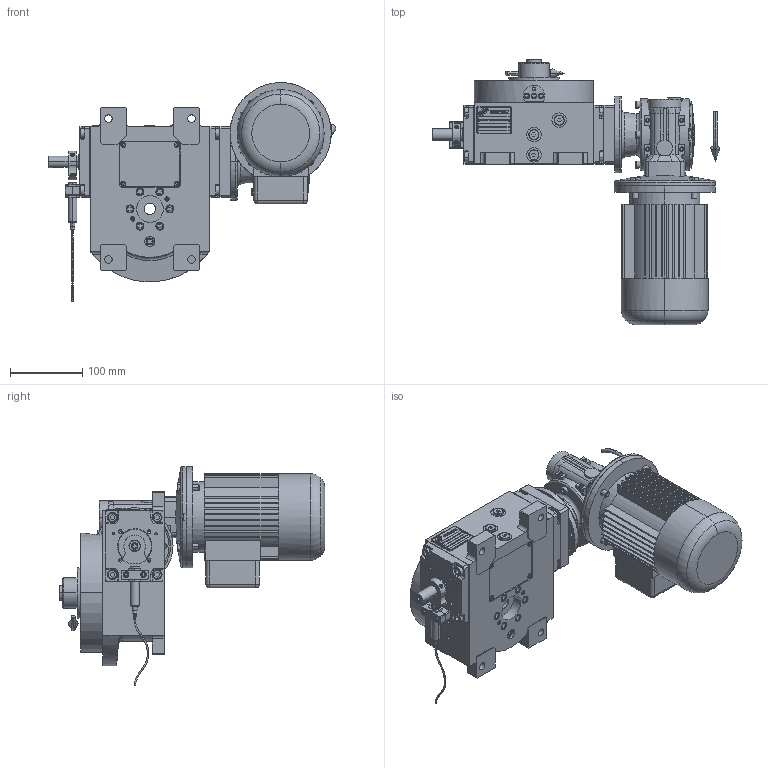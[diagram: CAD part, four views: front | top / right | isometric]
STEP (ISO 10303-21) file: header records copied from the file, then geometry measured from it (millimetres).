
FILE_DESCRIPTION (( 'STEP AP214' ), '1' );
FILE_NAME ('PC5200439.step', '2024-06-26T12:56:27', ( '' ), ( '' ), 'SwSTEP 2.0', 'SolidWorks 2020', '' );
FILE_SCHEMA (( 'AUTOMOTIVE_DESIGN' ));
Length unit declared in the file: millimetre
Products named in the file (83): cfn2000_01_129; rig04_007_master; PC5200439; freccia_angolare; cfn2128_04_011; AS_rig04_004_s_001; AS_rig04_071_10_m; cfn2476_01_001_48x38; rig04_004_s_001; cfn2155_01_055; cfn2000_01_151; cfn2104_01_016; cfn2115_02_068; AS_rig04_004; cfn2203_02_001; cfn2155_01_007; cfn2151_01_162; cfn2000_01_185; rig04_001_a_001; rig04_003_10; rig04_015; AS_rig04_004_s_002; cfn2223_01-390x6-b; AS_cfn2476_01_001_48x38; rig04_004_s_002; rig04_002_bl_011; AS_rig04_014; freccia_angolare_albero; cfn2128_05_006; AS_900_38_11_06_4; cfn2003_01_063; cfn2401_01_003; cfn2205_01_012; cfn2115_02_213; rig04_005; AS_rig04_015; cfn2010_01_006; cfn2070_05_001; cfn2155_01_186; TN63A4B5 ...
Assembly tree (83 placements, depth 3):
  rig04_007_master
  PC5200439
    rig04_001_a_001
    AS_cfn2476_01_001_48x38
      cfn2476_01_001_48x38
      cfn2107_01_001
      cfn2107_01_001
    AS_rig04_071_10_m
      rig04_005
      rig04_003_10
      cfn2155_01_007
      rig06_021
      cfn2010_02_002
      cfn2000_01_185
      cfn2000_01_185
      cfn2104_02_017
      cfn2000_01_147  x8
      cfn2104_01_016  x2
    AS_rig04_014
      rig04_014
      cfn2000_01_151
      cfn2000_01_151
      cfn2000_01_151
      cfn2000_01_151
      cfn2000_01_151
      cfn2000_01_151
      cfn2155_01_186
      cfn2104_01_002
      cfn2104_01_002
    AS_rig04_004_s_002
      rig04_004_s_002
      cfn2155_01_038
      cfn2070_05_001
      cfn2000_01_129
      cfn2000_01_129  x2
      cfn2000_01_129
    AS_rig04_004
      rig04_004
      cfn2155_01_055
      cfn2070_05_001
      cfn2000_01_129  x2
      cfn2000_01_129
      cfn2000_01_129
    AS_rig04_002_bl_011
      rig04_002_bl_011
      cfn2115_02_068
    AS_rig04_004_s_001
      rig04_004_s_001
      cfn2000_01_129
      cfn2000_01_129
      cfn2000_01_129  x2
    cfn2128_04_011
    cfn2128_04_011
    cfn2128_04_011
    cfn2128_05_006
    AS_rig04_015
      rig04_015
      cfn2003_01_063
      cfn2003_01_063
      cfn2003_01_063
Bounding box: 398.5 x 367.5 x 303.07 mm (x, y, z)
Volume: 4154210 mm3; surface area: 827165.6 mm2
Topology: 87 solids, 89 shells, 3905 faces, 9757 edges, 6223 vertices
Faces by surface type: plane 1889, cylinder 1296, cone 554, torus 136, bspline 20, sphere 10
Entity records: 125007 total; most frequent: CARTESIAN_POINT 32446, DIRECTION 18586, ORIENTED_EDGE 18144, EDGE_CURVE 9074, AXIS2_PLACEMENT_3D 6690, VERTEX_POINT 5858, LINE 5206, VECTOR 5206
